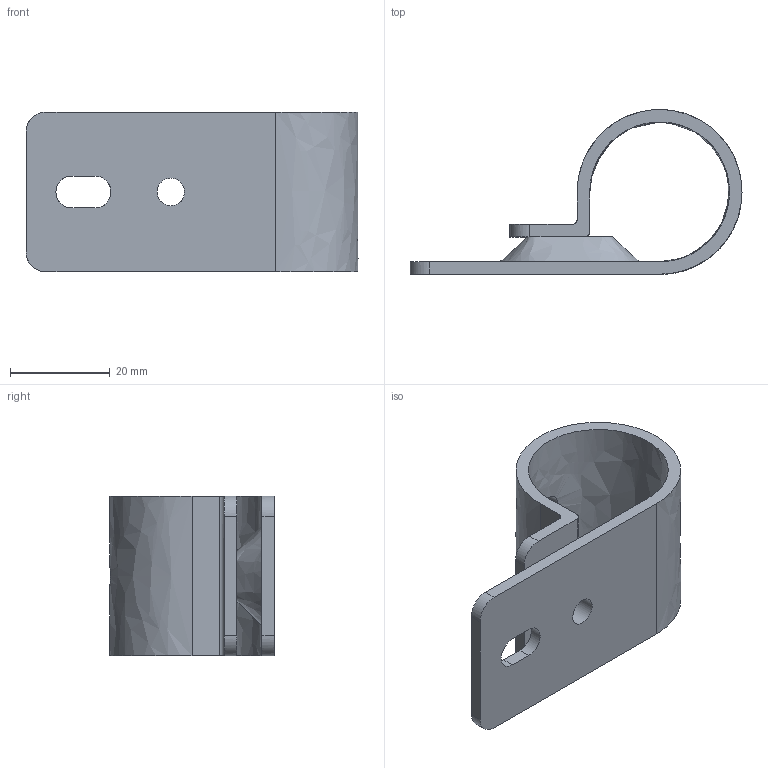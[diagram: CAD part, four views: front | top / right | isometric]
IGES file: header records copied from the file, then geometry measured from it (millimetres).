
Global section: file name: 350014; native system: Autodesk Inventor 2021; preprocessor: unknown; author: Nockin; date: 20201012.122727; units: millimetre
Bounding box: 66.5 x 33 x 32 mm (x, y, z)
Volume: 12569.5 mm3; surface area: 10054.2 mm2
Topology: 1 solids, 1 shells, 28 faces, 81 edges, 55 vertices
Faces by surface type: bspline 28
